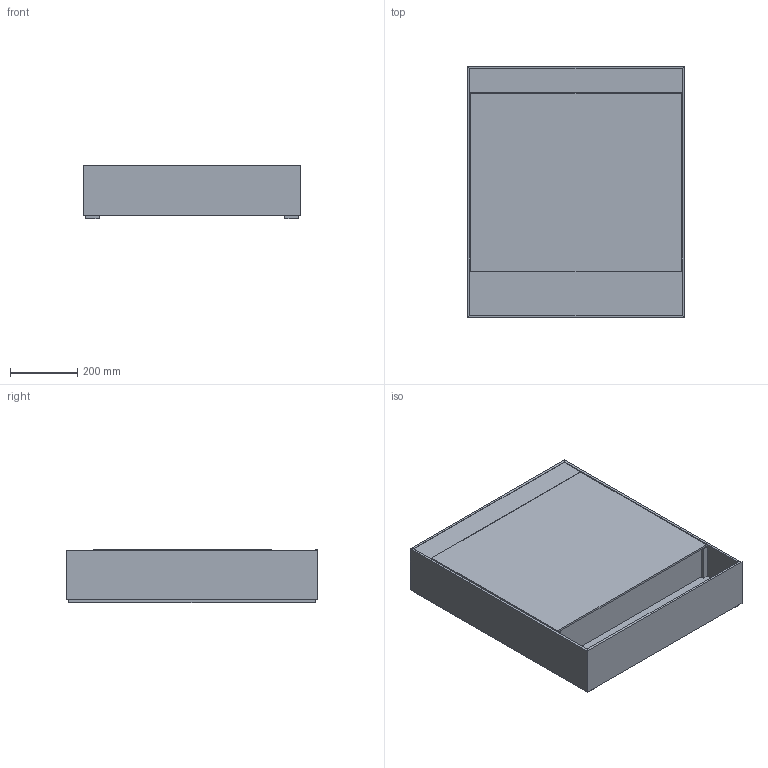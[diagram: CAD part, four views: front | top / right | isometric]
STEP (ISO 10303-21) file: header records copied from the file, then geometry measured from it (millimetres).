
FILE_DESCRIPTION (( 'STEP AP214' ), '1' );
FILE_NAME ('SCA-SPS1.STEP', '2020-07-06T07:35:43', ( 'User' ), ( '' ), 'SwSTEP 2.0', 'SolidWorks 2019', '' );
FILE_SCHEMA (( 'AUTOMOTIVE_DESIGN' ));
Length unit declared in the file: millimetre
Products named in the file (2): SCA-SPS1
Bounding box: 650 x 750 x 159 mm (x, y, z)
Volume: 20324086.4 mm3; surface area: 4328282.9 mm2
Topology: 24 solids, 24 shells, 351 faces, 913 edges, 604 vertices
Faces by surface type: plane 257, cylinder 85, torus 9
Entity records: 11238 total; most frequent: CARTESIAN_POINT 2086, ORIENTED_EDGE 1826, DIRECTION 1804, EDGE_CURVE 913, VECTOR 680, LINE 680, VERTEX_POINT 604, AXIS2_PLACEMENT_3D 562
